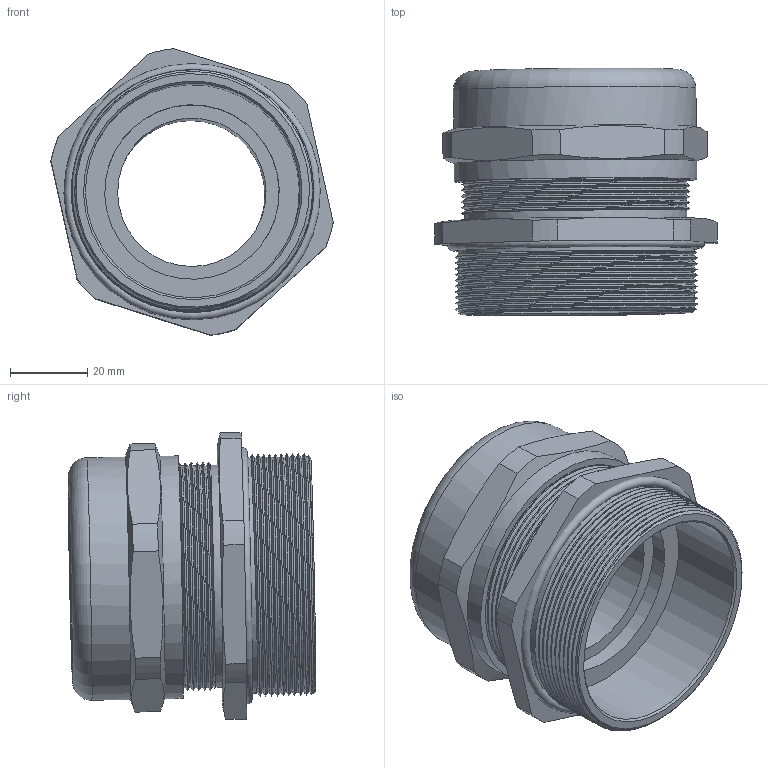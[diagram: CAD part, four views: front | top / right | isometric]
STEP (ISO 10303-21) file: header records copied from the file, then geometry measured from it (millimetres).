
FILE_DESCRIPTION(/* description */ ('E ALPHA X M 63x1,5, KB: 35-45 mm'),/* implementation_level */ '2;1');
FILE_NAME(/* name */ 'EBU6MBNC-RST.stp',/* time_stamp */ '2020-03-05T15:34:44+01:00',/* author */ ('sl'),/* organization */ (''),/* preprocessor_version */ 'ST-DEVELOPER v16.5',/* originating_system */ 'Autodesk Inventor 2017',/* authorisation */ '');
FILE_SCHEMA (('AUTOMOTIVE_DESIGN { 1 0 10303 214 3 1 1 }'));
Length unit declared in the file: millimetre
Products named in the file (7): EBU6MBNC; EBU6MBNC_1; EBU6MBNC_2; EBU6MBNC_3; EBU6MBNC_4; EBU6MBNC_5; EBU6MBNC_6
Assembly tree (6 placements, depth 2):
  EBU6MBNC
    EBU6MBNC_1
    EBU6MBNC_2
    EBU6MBNC_3
    EBU6MBNC_4
    EBU6MBNC_5
    EBU6MBNC_6
Bounding box: 73.29 x 64.24 x 74.46 mm (x, y, z)
Volume: 80629.3 mm3; surface area: 67556.1 mm2
Topology: 6 solids, 6 shells, 722 faces, 2093 edges, 1388 vertices
Faces by surface type: plane 434, cone 212, cylinder 66, bspline 6, torus 4
Full cylindrical faces by diameter (mm): 38.5 x1, 41.04 x1, 41.32 x1, 44.52 x1, 45.3 x1, 45.45 x1, 46.41 x1, 50.47 x1, 50.86 x1, 50.89 x1, 51 x1, 55.7 x1, 56.77 x1, 57.658 x8, 57.85 x12, 61.228 x11, 63 x2, 65.628 x1
Entity records: 28251 total; most frequent: CARTESIAN_POINT 10247, DIRECTION 3992, ORIENTED_EDGE 3936, EDGE_CURVE 1968, AXIS2_PLACEMENT_3D 1778, VERTEX_POINT 1322, EDGE_LOOP 736, FACE_OUTER_BOUND 691
